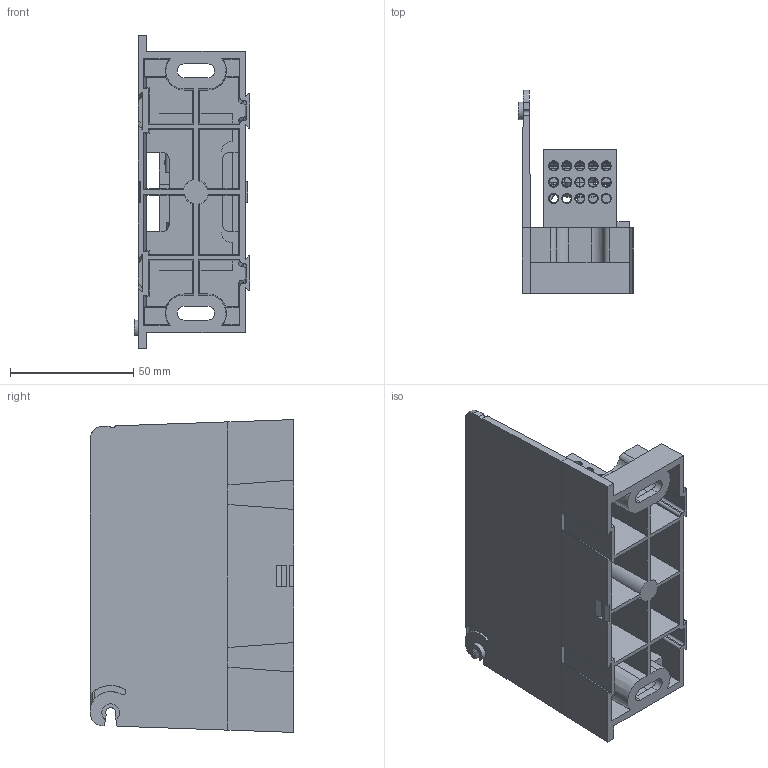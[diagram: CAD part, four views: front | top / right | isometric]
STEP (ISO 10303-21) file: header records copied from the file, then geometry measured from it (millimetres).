
FILE_DESCRIPTION (( 'STEP AP214' ), '1' );
FILE_NAME ('701903rev-ADDER.STEP', '2015-06-18T19:38:27', ( '' ), ( '' ), 'SwSTEP 2.0', 'SolidWorks 2014', '' );
FILE_SCHEMA (( 'AUTOMOTIVE_DESIGN' ));
Length unit declared in the file: inch
Products named in the file (1): 701903rev-ADDER
Bounding box: 46.93 x 82.55 x 127.01 mm (x, y, z)
Surface area: 57921.8 mm2 (no closed solid volume)
Topology: 0 solids, 40 shells, 576 faces, 1942 edges, 1267 vertices
Faces by surface type: plane 227, cone 208, cylinder 129, sphere 10, torus 2
Entity records: 29792 total; most frequent: CARTESIAN_POINT 6598, DIRECTION 3153, ORIENTED_EDGE 3066, EDGE_CURVE 1912, VERTEX_POINT 1267, AXIS2_PLACEMENT_3D 1114, VECTOR 925, LINE 925
